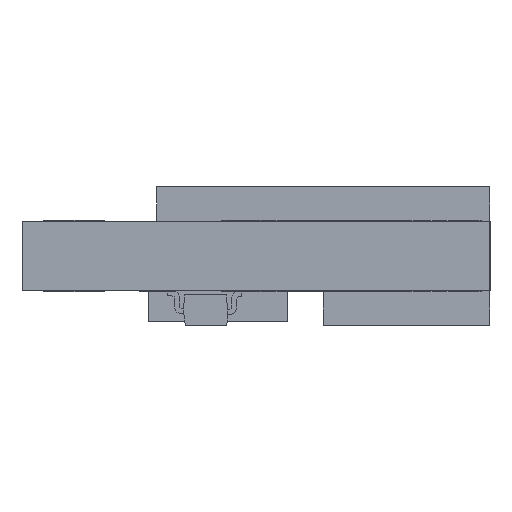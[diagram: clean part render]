
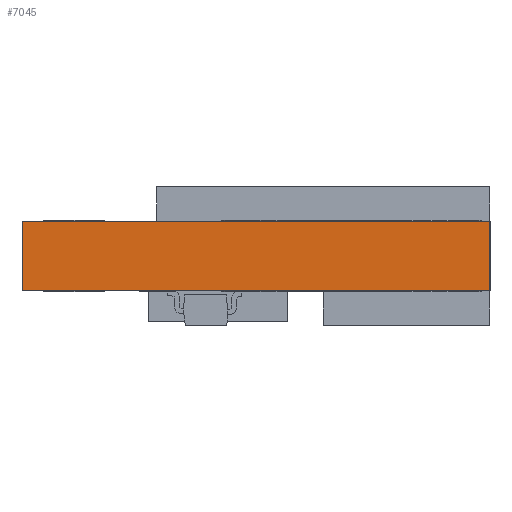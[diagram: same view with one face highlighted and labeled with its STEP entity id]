
A CAD part, left-side view. The second image highlights one B-rep face of the part: STEP entity #7045.
In plain terms, the highlighted planar face has unit normal (-1, 0, 0).
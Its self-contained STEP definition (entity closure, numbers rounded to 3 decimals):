
#65 = ORIENTED_EDGE ( 'NONE', *, *, #3536, .T. ) ;
#502 = VECTOR ( 'NONE', #6917, 1000. ) ;
#730 = LINE ( 'NONE', #2666, #502 ) ;
#938 = CARTESIAN_POINT ( 'NONE',  ( 236., 238., 2. ) ) ;
#1637 = CARTESIAN_POINT ( 'NONE',  ( 236., 251.5, 0. ) ) ;
#1675 = ORIENTED_EDGE ( 'NONE', *, *, #6150, .T. ) ;
#1691 = CARTESIAN_POINT ( 'NONE',  ( 236., 238., 2. ) ) ;
#2110 = CARTESIAN_POINT ( 'NONE',  ( 236., 251.5, 0. ) ) ;
#2191 = FACE_OUTER_BOUND ( 'NONE', #6359, .T. ) ;
#2230 = CARTESIAN_POINT ( 'NONE',  ( 236., 251.5, 2. ) ) ;
#2324 = CARTESIAN_POINT ( 'NONE',  ( 236., 251.5, 2. ) ) ;
#2332 = DIRECTION ( 'NONE',  ( 0., -1., 0. ) ) ;
#2490 = LINE ( 'NONE', #938, #4168 ) ;
#2666 = CARTESIAN_POINT ( 'NONE',  ( 236., 251.5, 2. ) ) ;
#2890 = PLANE ( 'NONE',  #5573 ) ;
#2920 = DIRECTION ( 'NONE',  ( 0., 0., -1. ) ) ;
#3013 = DIRECTION ( 'NONE',  ( 0., 0., -1. ) ) ;
#3536 = EDGE_CURVE ( 'NONE', #7444, #8793, #5239, .T. ) ;
#3712 = ORIENTED_EDGE ( 'NONE', *, *, #7127, .F. ) ;
#4168 = VECTOR ( 'NONE', #6594, 1000. ) ;
#4560 = VECTOR ( 'NONE', #2332, 1000. ) ;
#5239 = LINE ( 'NONE', #2324, #8770 ) ;
#5430 = EDGE_CURVE ( 'NONE', #7444, #9119, #730, .T. ) ;
#5446 = LINE ( 'NONE', #1637, #4560 ) ;
#5573 = AXIS2_PLACEMENT_3D ( 'NONE', #2230, #7166, #2920 ) ;
#6150 = EDGE_CURVE ( 'NONE', #8793, #6876, #5446, .T. ) ;
#6359 = EDGE_LOOP ( 'NONE', ( #1675, #3712, #8171, #65 ) ) ;
#6594 = DIRECTION ( 'NONE',  ( 0., 0., -1. ) ) ;
#6853 = CARTESIAN_POINT ( 'NONE',  ( 236., 251.5, 2. ) ) ;
#6876 = VERTEX_POINT ( 'NONE', #9021 ) ;
#6917 = DIRECTION ( 'NONE',  ( 0., -1., 0. ) ) ;
#7045 = ADVANCED_FACE ( 'NONE', ( #2191 ), #2890, .F. ) ;
#7127 = EDGE_CURVE ( 'NONE', #9119, #6876, #2490, .T. ) ;
#7166 = DIRECTION ( 'NONE',  ( 1., 0., 0. ) ) ;
#7444 = VERTEX_POINT ( 'NONE', #6853 ) ;
#8171 = ORIENTED_EDGE ( 'NONE', *, *, #5430, .F. ) ;
#8770 = VECTOR ( 'NONE', #3013, 1000. ) ;
#8793 = VERTEX_POINT ( 'NONE', #2110 ) ;
#9021 = CARTESIAN_POINT ( 'NONE',  ( 236., 238., 0. ) ) ;
#9119 = VERTEX_POINT ( 'NONE', #1691 ) ;
